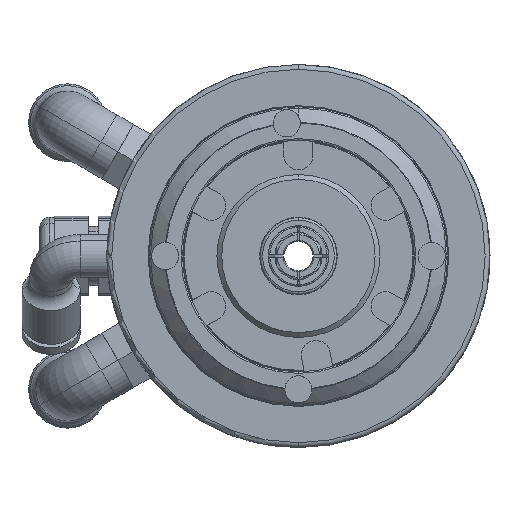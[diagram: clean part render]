
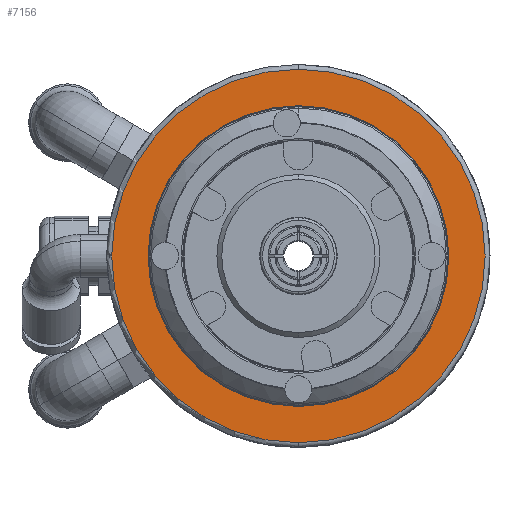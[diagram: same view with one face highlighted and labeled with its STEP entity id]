
A CAD part, left-side view. The second image highlights one B-rep face of the part: STEP entity #7156.
In plain terms, the highlighted planar face has unit normal (-1, 0, 0).
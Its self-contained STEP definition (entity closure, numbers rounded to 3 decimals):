
#18 = CIRCLE ( 'NONE', #6882, 38.5 ) ;
#623 = CARTESIAN_POINT ( 'NONE',  ( 4.2, 0., 31. ) ) ;
#1419 = AXIS2_PLACEMENT_3D ( 'NONE', #28250, #7048, #19906 ) ;
#2960 = AXIS2_PLACEMENT_3D ( 'NONE', #29743, #6906, #16937 ) ;
#3933 = EDGE_CURVE ( 'NONE', #4071, #23026, #6407, .T. ) ;
#4071 = VERTEX_POINT ( 'NONE', #5970 ) ;
#4385 = CARTESIAN_POINT ( 'NONE',  ( 4.2, 0., 38.5 ) ) ;
#5970 = CARTESIAN_POINT ( 'NONE',  ( 4.2, 0., -31. ) ) ;
#6380 = AXIS2_PLACEMENT_3D ( 'NONE', #12740, #17850, #30646 ) ;
#6407 = CIRCLE ( 'NONE', #6380, 31. ) ;
#6472 = ORIENTED_EDGE ( 'NONE', *, *, #16900, .F. ) ;
#6882 = AXIS2_PLACEMENT_3D ( 'NONE', #22902, #33396, #33169 ) ;
#6906 = DIRECTION ( 'NONE',  ( 1., 0., 0. ) ) ;
#6978 = EDGE_LOOP ( 'NONE', ( #6472, #11132 ) ) ;
#7048 = DIRECTION ( 'NONE',  ( -1., 0., 0. ) ) ;
#7156 = ADVANCED_FACE ( 'NONE', ( #26429, #20043 ), #9690, .F. ) ;
#9690 = PLANE ( 'NONE',  #2960 ) ;
#9924 = CIRCLE ( 'NONE', #16958, 38.5 ) ;
#10576 = CARTESIAN_POINT ( 'NONE',  ( 4.2, 0., -38.5 ) ) ;
#10682 = ORIENTED_EDGE ( 'NONE', *, *, #28116, .T. ) ;
#10882 = DIRECTION ( 'NONE',  ( -1., 0., 0. ) ) ;
#10977 = EDGE_LOOP ( 'NONE', ( #10682, #22483 ) ) ;
#11132 = ORIENTED_EDGE ( 'NONE', *, *, #3933, .F. ) ;
#12740 = CARTESIAN_POINT ( 'NONE',  ( 4.2, 0., 0. ) ) ;
#13150 = CARTESIAN_POINT ( 'NONE',  ( 4.2, 0., 0. ) ) ;
#16585 = VERTEX_POINT ( 'NONE', #4385 ) ;
#16900 = EDGE_CURVE ( 'NONE', #23026, #4071, #27475, .T. ) ;
#16937 = DIRECTION ( 'NONE',  ( 0., 0., -1. ) ) ;
#16958 = AXIS2_PLACEMENT_3D ( 'NONE', #13150, #10882, #31278 ) ;
#17850 = DIRECTION ( 'NONE',  ( -1., 0., 0. ) ) ;
#19906 = DIRECTION ( 'NONE',  ( 0., 0., 1. ) ) ;
#20043 = FACE_BOUND ( 'NONE', #6978, .T. ) ;
#22483 = ORIENTED_EDGE ( 'NONE', *, *, #33084, .T. ) ;
#22902 = CARTESIAN_POINT ( 'NONE',  ( 4.2, 0., 0. ) ) ;
#23026 = VERTEX_POINT ( 'NONE', #623 ) ;
#26429 = FACE_OUTER_BOUND ( 'NONE', #10977, .T. ) ;
#26478 = VERTEX_POINT ( 'NONE', #10576 ) ;
#27475 = CIRCLE ( 'NONE', #1419, 31. ) ;
#28116 = EDGE_CURVE ( 'NONE', #26478, #16585, #9924, .T. ) ;
#28250 = CARTESIAN_POINT ( 'NONE',  ( 4.2, 0., 0. ) ) ;
#29743 = CARTESIAN_POINT ( 'NONE',  ( 4.2, 31., 0. ) ) ;
#30646 = DIRECTION ( 'NONE',  ( 0., 0., 1. ) ) ;
#31278 = DIRECTION ( 'NONE',  ( 0., 0., -1. ) ) ;
#33084 = EDGE_CURVE ( 'NONE', #16585, #26478, #18, .T. ) ;
#33169 = DIRECTION ( 'NONE',  ( 0., 0., -1. ) ) ;
#33396 = DIRECTION ( 'NONE',  ( -1., 0., 0. ) ) ;
